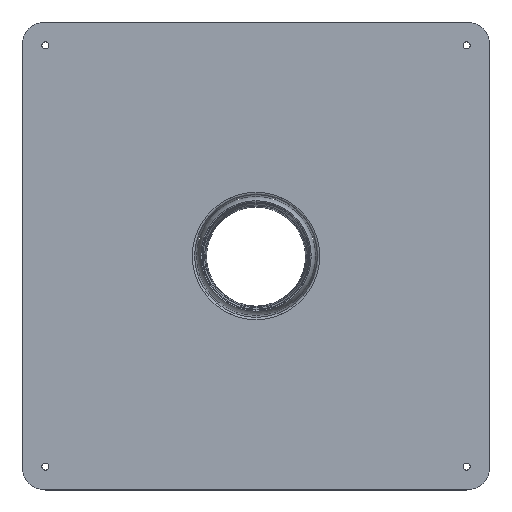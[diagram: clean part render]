
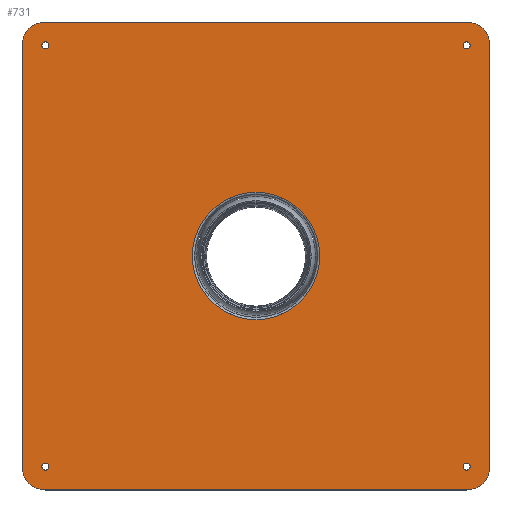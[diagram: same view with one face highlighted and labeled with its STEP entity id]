
A CAD part, top view. The second image highlights one B-rep face of the part: STEP entity #731.
In plain terms, the highlighted planar face has unit normal (0, 0, 1).
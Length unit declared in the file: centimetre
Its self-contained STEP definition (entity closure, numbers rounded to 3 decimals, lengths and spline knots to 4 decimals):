
#24=FACE_BOUND('',#131,.T.);
#25=FACE_BOUND('',#132,.T.);
#26=FACE_BOUND('',#133,.T.);
#27=FACE_BOUND('',#134,.T.);
#28=FACE_BOUND('',#135,.T.);
#38=PLANE('',#884);
#85=FACE_OUTER_BOUND('',#130,.T.);
#130=EDGE_LOOP('',(#525,#526,#527,#528,#529,#530,#531,#532));
#131=EDGE_LOOP('',(#533));
#132=EDGE_LOOP('',(#534));
#133=EDGE_LOOP('',(#535));
#134=EDGE_LOOP('',(#536));
#135=EDGE_LOOP('',(#537));
#174=CIRCLE('',#852,54.4627);
#176=CIRCLE('',#857,3.);
#178=CIRCLE('',#860,3.);
#180=CIRCLE('',#863,3.);
#182=CIRCLE('',#866,3.);
#185=CIRCLE('',#870,20.);
#187=CIRCLE('',#874,20.);
#189=CIRCLE('',#878,20.);
#191=CIRCLE('',#882,20.);
#258=VERTEX_POINT('',#1299);
#260=VERTEX_POINT('',#1309);
#262=VERTEX_POINT('',#1315);
#264=VERTEX_POINT('',#1321);
#266=VERTEX_POINT('',#1327);
#270=VERTEX_POINT('',#1336);
#271=VERTEX_POINT('',#1338);
#273=VERTEX_POINT('',#1344);
#275=VERTEX_POINT('',#1350);
#277=VERTEX_POINT('',#1356);
#279=VERTEX_POINT('',#1362);
#281=VERTEX_POINT('',#1368);
#283=VERTEX_POINT('',#1374);
#341=EDGE_CURVE('',#258,#258,#174,.T.);
#345=EDGE_CURVE('',#260,#260,#176,.T.);
#348=EDGE_CURVE('',#262,#262,#178,.T.);
#351=EDGE_CURVE('',#264,#264,#180,.T.);
#354=EDGE_CURVE('',#266,#266,#182,.T.);
#359=EDGE_CURVE('',#271,#270,#185,.T.);
#362=EDGE_CURVE('',#273,#271,#776,.T.);
#365=EDGE_CURVE('',#275,#273,#187,.T.);
#368=EDGE_CURVE('',#277,#275,#780,.T.);
#371=EDGE_CURVE('',#279,#277,#189,.T.);
#374=EDGE_CURVE('',#281,#279,#784,.T.);
#377=EDGE_CURVE('',#283,#281,#191,.T.);
#380=EDGE_CURVE('',#270,#283,#788,.T.);
#525=ORIENTED_EDGE('',*,*,#380,.T.);
#526=ORIENTED_EDGE('',*,*,#377,.T.);
#527=ORIENTED_EDGE('',*,*,#374,.T.);
#528=ORIENTED_EDGE('',*,*,#371,.T.);
#529=ORIENTED_EDGE('',*,*,#368,.T.);
#530=ORIENTED_EDGE('',*,*,#365,.T.);
#531=ORIENTED_EDGE('',*,*,#362,.T.);
#532=ORIENTED_EDGE('',*,*,#359,.T.);
#533=ORIENTED_EDGE('',*,*,#341,.F.);
#534=ORIENTED_EDGE('',*,*,#354,.T.);
#535=ORIENTED_EDGE('',*,*,#351,.T.);
#536=ORIENTED_EDGE('',*,*,#348,.T.);
#537=ORIENTED_EDGE('',*,*,#345,.T.);
#731=ADVANCED_FACE('',(#85,#24,#25,#26,#27,#28),#38,.T.);
#776=LINE('',#1345,#814);
#780=LINE('',#1357,#818);
#784=LINE('',#1369,#822);
#788=LINE('',#1379,#826);
#814=VECTOR('',#1048,10.);
#818=VECTOR('',#1060,10.);
#822=VECTOR('',#1072,10.);
#826=VECTOR('',#1084,10.);
#852=AXIS2_PLACEMENT_3D('',#1301,#999,#1000);
#857=AXIS2_PLACEMENT_3D('',#1310,#1011,#1012);
#860=AXIS2_PLACEMENT_3D('',#1316,#1018,#1019);
#863=AXIS2_PLACEMENT_3D('',#1322,#1025,#1026);
#866=AXIS2_PLACEMENT_3D('',#1328,#1032,#1033);
#870=AXIS2_PLACEMENT_3D('',#1339,#1042,#1043);
#874=AXIS2_PLACEMENT_3D('',#1351,#1054,#1055);
#878=AXIS2_PLACEMENT_3D('',#1363,#1066,#1067);
#882=AXIS2_PLACEMENT_3D('',#1375,#1078,#1079);
#884=AXIS2_PLACEMENT_3D('',#1380,#1085,#1086);
#999=DIRECTION('center_axis',(0.,0.,1.));
#1000=DIRECTION('ref_axis',(1.,0.,0.));
#1011=DIRECTION('center_axis',(0.,0.,-1.));
#1012=DIRECTION('ref_axis',(-1.,0.,0.));
#1018=DIRECTION('center_axis',(0.,0.,-1.));
#1019=DIRECTION('ref_axis',(-1.,0.,0.));
#1025=DIRECTION('center_axis',(0.,0.,-1.));
#1026=DIRECTION('ref_axis',(-1.,0.,0.));
#1032=DIRECTION('center_axis',(0.,0.,-1.));
#1033=DIRECTION('ref_axis',(-1.,0.,0.));
#1042=DIRECTION('center_axis',(0.,0.,1.));
#1043=DIRECTION('ref_axis',(-1.,0.,0.));
#1048=DIRECTION('',(0.,-1.,0.));
#1054=DIRECTION('center_axis',(0.,0.,1.));
#1055=DIRECTION('ref_axis',(0.,1.,0.));
#1060=DIRECTION('',(-1.,0.,0.));
#1066=DIRECTION('center_axis',(0.,0.,1.));
#1067=DIRECTION('ref_axis',(1.,0.,0.));
#1072=DIRECTION('',(0.,1.,0.));
#1078=DIRECTION('center_axis',(0.,0.,1.));
#1079=DIRECTION('ref_axis',(0.,-1.,0.));
#1084=DIRECTION('',(1.,0.,0.));
#1085=DIRECTION('center_axis',(0.,0.,1.));
#1086=DIRECTION('ref_axis',(1.,0.,0.));
#1299=CARTESIAN_POINT('',(-54.4627,0.,298.));
#1301=CARTESIAN_POINT('Origin',(0.,0.,298.));
#1309=CARTESIAN_POINT('',(183.,180.,298.));
#1310=CARTESIAN_POINT('Origin',(180.,180.,298.));
#1315=CARTESIAN_POINT('',(-177.,180.,298.));
#1316=CARTESIAN_POINT('Origin',(-180.,180.,298.));
#1321=CARTESIAN_POINT('',(-177.,-180.,298.));
#1322=CARTESIAN_POINT('Origin',(-180.,-180.,298.));
#1327=CARTESIAN_POINT('',(183.,-180.,298.));
#1328=CARTESIAN_POINT('Origin',(180.,-180.,298.));
#1336=CARTESIAN_POINT('',(-180.,-200.,298.));
#1338=CARTESIAN_POINT('',(-200.,-180.,298.));
#1339=CARTESIAN_POINT('Origin',(-180.,-180.,298.));
#1344=CARTESIAN_POINT('',(-200.,180.,298.));
#1345=CARTESIAN_POINT('',(-200.,180.,298.));
#1350=CARTESIAN_POINT('',(-180.,200.,298.));
#1351=CARTESIAN_POINT('Origin',(-180.,180.,298.));
#1356=CARTESIAN_POINT('',(180.,200.,298.));
#1357=CARTESIAN_POINT('',(180.,200.,298.));
#1362=CARTESIAN_POINT('',(200.,180.,298.));
#1363=CARTESIAN_POINT('Origin',(180.,180.,298.));
#1368=CARTESIAN_POINT('',(200.,-180.,298.));
#1369=CARTESIAN_POINT('',(200.,-180.,298.));
#1374=CARTESIAN_POINT('',(180.,-200.,298.));
#1375=CARTESIAN_POINT('Origin',(180.,-180.,298.));
#1379=CARTESIAN_POINT('',(-180.,-200.,298.));
#1380=CARTESIAN_POINT('Origin',(0.,0.,298.));
